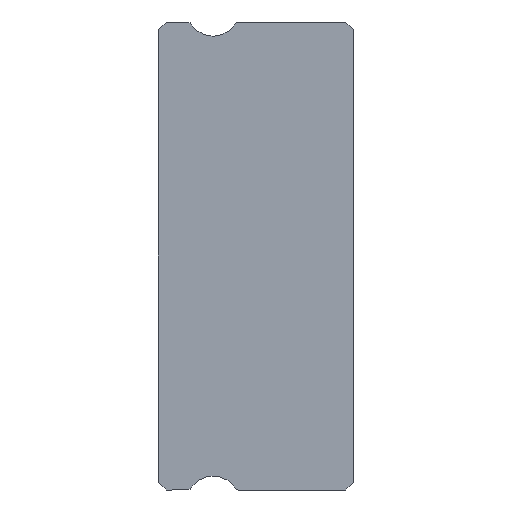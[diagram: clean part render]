
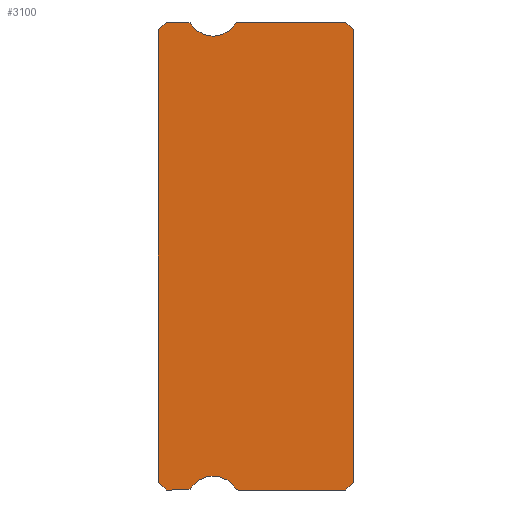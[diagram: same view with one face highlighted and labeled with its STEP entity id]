
A CAD part, left-side view. The second image highlights one B-rep face of the part: STEP entity #3100.
In plain terms, the highlighted planar face has unit normal (-1, 0, 0).
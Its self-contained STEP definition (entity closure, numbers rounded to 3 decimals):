
#39 = VERTEX_POINT ( 'NONE', #3823 ) ;
#42 = CIRCLE ( 'NONE', #3467, 0.15 ) ;
#58 = ORIENTED_EDGE ( 'NONE', *, *, #5547, .T. ) ;
#108 = CIRCLE ( 'NONE', #587, 1. ) ;
#110 = CARTESIAN_POINT ( 'NONE',  ( -15., 0.3, 9. ) ) ;
#118 = VECTOR ( 'NONE', #373, 1000. ) ;
#124 = DIRECTION ( 'NONE',  ( 1., 0., 0. ) ) ;
#146 = VECTOR ( 'NONE', #3364, 1000. ) ;
#167 = ORIENTED_EDGE ( 'NONE', *, *, #3120, .T. ) ;
#198 = CARTESIAN_POINT ( 'NONE',  ( -15., 6.381, -9. ) ) ;
#216 = EDGE_CURVE ( 'NONE', #4578, #854, #2238, .T. ) ;
#247 = DIRECTION ( 'NONE',  ( 0., 0., 1. ) ) ;
#277 = CARTESIAN_POINT ( 'NONE',  ( -15., 5.4, 9.45 ) ) ;
#307 = ORIENTED_EDGE ( 'NONE', *, *, #5265, .F. ) ;
#310 = DIRECTION ( 'NONE',  ( -1., 0., 0. ) ) ;
#319 = CIRCLE ( 'NONE', #2280, 1. ) ;
#373 = DIRECTION ( 'NONE',  ( 0., -1., 0. ) ) ;
#381 = DIRECTION ( 'NONE',  ( 0., 0., -1. ) ) ;
#446 = VECTOR ( 'NONE', #5994, 1000. ) ;
#453 = LINE ( 'NONE', #855, #446 ) ;
#461 = DIRECTION ( 'NONE',  ( 0., -1., 0. ) ) ;
#518 = VECTOR ( 'NONE', #3521, 1000. ) ;
#539 = VERTEX_POINT ( 'NONE', #2077 ) ;
#564 = EDGE_CURVE ( 'NONE', #2258, #1783, #319, .T. ) ;
#574 = CARTESIAN_POINT ( 'NONE',  ( -15., 6.381, 9. ) ) ;
#585 = PLANE ( 'NONE',  #6005 ) ;
#587 = AXIS2_PLACEMENT_3D ( 'NONE', #5050, #4046, #2149 ) ;
#745 = VERTEX_POINT ( 'NONE', #574 ) ;
#748 = CARTESIAN_POINT ( 'NONE',  ( -15., 4.419, -8.85 ) ) ;
#854 = VERTEX_POINT ( 'NONE', #198 ) ;
#855 = CARTESIAN_POINT ( 'NONE',  ( -15., 6.381, -9. ) ) ;
#987 = VECTOR ( 'NONE', #1421, 1000. ) ;
#1017 = CIRCLE ( 'NONE', #5212, 0.15 ) ;
#1120 = ORIENTED_EDGE ( 'NONE', *, *, #4398, .F. ) ;
#1124 = EDGE_CURVE ( 'NONE', #39, #539, #2505, .T. ) ;
#1166 = VERTEX_POINT ( 'NONE', #4021 ) ;
#1198 = EDGE_CURVE ( 'NONE', #5930, #2258, #1017, .T. ) ;
#1204 = DIRECTION ( 'NONE',  ( 0., 1., 0. ) ) ;
#1210 = CARTESIAN_POINT ( 'NONE',  ( -15., 6.381, 8.85 ) ) ;
#1290 = ORIENTED_EDGE ( 'NONE', *, *, #216, .T. ) ;
#1316 = LINE ( 'NONE', #6006, #4146 ) ;
#1340 = DIRECTION ( 'NONE',  ( -1., 0., 0. ) ) ;
#1421 = DIRECTION ( 'NONE',  ( 0., 0., 1. ) ) ;
#1543 = DIRECTION ( 'NONE',  ( 0., 0.707, -0.707 ) ) ;
#1591 = CARTESIAN_POINT ( 'NONE',  ( -15., 0., 8.7 ) ) ;
#1604 = DIRECTION ( 'NONE',  ( 1., 0., 0. ) ) ;
#1704 = ORIENTED_EDGE ( 'NONE', *, *, #5529, .F. ) ;
#1751 = EDGE_CURVE ( 'NONE', #2740, #2295, #2435, .T. ) ;
#1757 = CARTESIAN_POINT ( 'NONE',  ( -15., 4.419, 9. ) ) ;
#1770 = VERTEX_POINT ( 'NONE', #2844 ) ;
#1777 = CARTESIAN_POINT ( 'NONE',  ( -15., 6.381, -9. ) ) ;
#1783 = VERTEX_POINT ( 'NONE', #4245 ) ;
#1802 = VECTOR ( 'NONE', #461, 1000. ) ;
#1817 = ORIENTED_EDGE ( 'NONE', *, *, #2520, .F. ) ;
#1885 = ORIENTED_EDGE ( 'NONE', *, *, #5530, .F. ) ;
#2018 = VERTEX_POINT ( 'NONE', #1757 ) ;
#2052 = DIRECTION ( 'NONE',  ( 0., 0., -1. ) ) ;
#2077 = CARTESIAN_POINT ( 'NONE',  ( -15., 0.3, -9. ) ) ;
#2149 = DIRECTION ( 'NONE',  ( 0., 0., -1. ) ) ;
#2187 = DIRECTION ( 'NONE',  ( 1., 0., 0. ) ) ;
#2235 = DIRECTION ( 'NONE',  ( 0., -0.707, -0.707 ) ) ;
#2238 = LINE ( 'NONE', #1777, #118 ) ;
#2258 = VERTEX_POINT ( 'NONE', #4168 ) ;
#2273 = CARTESIAN_POINT ( 'NONE',  ( -15., 6.381, -8.85 ) ) ;
#2280 = AXIS2_PLACEMENT_3D ( 'NONE', #5528, #1340, #6035 ) ;
#2295 = VERTEX_POINT ( 'NONE', #3735 ) ;
#2435 = LINE ( 'NONE', #110, #146 ) ;
#2505 = LINE ( 'NONE', #5355, #5894 ) ;
#2520 = EDGE_CURVE ( 'NONE', #1166, #2018, #42, .T. ) ;
#2545 = ORIENTED_EDGE ( 'NONE', *, *, #4442, .F. ) ;
#2553 = ORIENTED_EDGE ( 'NONE', *, *, #1198, .F. ) ;
#2573 = ORIENTED_EDGE ( 'NONE', *, *, #1124, .F. ) ;
#2707 = DIRECTION ( 'NONE',  ( 0., 0., -1. ) ) ;
#2740 = VERTEX_POINT ( 'NONE', #5248 ) ;
#2844 = CARTESIAN_POINT ( 'NONE',  ( -15., 7.2, 9. ) ) ;
#2917 = FACE_OUTER_BOUND ( 'NONE', #3529, .T. ) ;
#2972 = DIRECTION ( 'NONE',  ( 0., 0., -1. ) ) ;
#3078 = DIRECTION ( 'NONE',  ( 1., 0., 0. ) ) ;
#3100 = ADVANCED_FACE ( 'NONE', ( #2917 ), #585, .F. ) ;
#3120 = EDGE_CURVE ( 'NONE', #1770, #3871, #4405, .T. ) ;
#3133 = CIRCLE ( 'NONE', #5461, 0.15 ) ;
#3144 = AXIS2_PLACEMENT_3D ( 'NONE', #277, #310, #2707 ) ;
#3223 = DIRECTION ( 'NONE',  ( 0., 0., -1. ) ) ;
#3228 = AXIS2_PLACEMENT_3D ( 'NONE', #2273, #3078, #3223 ) ;
#3281 = EDGE_CURVE ( 'NONE', #4183, #4578, #1316, .T. ) ;
#3326 = CARTESIAN_POINT ( 'NONE',  ( -15., 7.5, 8.85 ) ) ;
#3364 = DIRECTION ( 'NONE',  ( 0., -0.707, -0.707 ) ) ;
#3383 = CARTESIAN_POINT ( 'NONE',  ( -15., 7.2, -9. ) ) ;
#3430 = VECTOR ( 'NONE', #247, 1000. ) ;
#3432 = CARTESIAN_POINT ( 'NONE',  ( -15., 4.419, 8.85 ) ) ;
#3434 = CARTESIAN_POINT ( 'NONE',  ( -15., 7.5, 8.7 ) ) ;
#3467 = AXIS2_PLACEMENT_3D ( 'NONE', #3432, #4920, #2972 ) ;
#3494 = ORIENTED_EDGE ( 'NONE', *, *, #4076, .F. ) ;
#3521 = DIRECTION ( 'NONE',  ( 0., 0.707, -0.707 ) ) ;
#3529 = EDGE_LOOP ( 'NONE', ( #307, #5233, #1290, #2545, #5578, #2553, #3494, #2573, #5880, #6057, #5206, #1817, #1885, #1704, #1120, #58, #167 ) ) ;
#3584 = CARTESIAN_POINT ( 'NONE',  ( -15., 4.419, -9. ) ) ;
#3723 = EDGE_CURVE ( 'NONE', #2018, #2740, #4596, .T. ) ;
#3735 = CARTESIAN_POINT ( 'NONE',  ( -15., 0., 8.7 ) ) ;
#3816 = CARTESIAN_POINT ( 'NONE',  ( -15., 7.5, -8.7 ) ) ;
#3823 = CARTESIAN_POINT ( 'NONE',  ( -15., 0., -8.7 ) ) ;
#3871 = VERTEX_POINT ( 'NONE', #4341 ) ;
#4005 = VECTOR ( 'NONE', #1204, 1000. ) ;
#4021 = CARTESIAN_POINT ( 'NONE',  ( -15., 4.547, 8.928 ) ) ;
#4046 = DIRECTION ( 'NONE',  ( -1., 0., 0. ) ) ;
#4076 = EDGE_CURVE ( 'NONE', #539, #5930, #453, .T. ) ;
#4081 = CARTESIAN_POINT ( 'NONE',  ( -15., 6.253, 8.928 ) ) ;
#4146 = VECTOR ( 'NONE', #2235, 1000. ) ;
#4168 = CARTESIAN_POINT ( 'NONE',  ( -15., 4.547, -8.928 ) ) ;
#4170 = LINE ( 'NONE', #1591, #3430 ) ;
#4183 = VERTEX_POINT ( 'NONE', #3816 ) ;
#4245 = CARTESIAN_POINT ( 'NONE',  ( -15., 6.253, -8.928 ) ) ;
#4315 = CARTESIAN_POINT ( 'NONE',  ( -15., 6.381, 8.85 ) ) ;
#4341 = CARTESIAN_POINT ( 'NONE',  ( -15., 7.5, 8.7 ) ) ;
#4398 = EDGE_CURVE ( 'NONE', #745, #5573, #3133, .T. ) ;
#4405 = LINE ( 'NONE', #3434, #518 ) ;
#4442 = EDGE_CURVE ( 'NONE', #1783, #854, #5863, .T. ) ;
#4574 = CARTESIAN_POINT ( 'NONE',  ( -15., 7.2, 9. ) ) ;
#4578 = VERTEX_POINT ( 'NONE', #3383 ) ;
#4595 = EDGE_CURVE ( 'NONE', #39, #2295, #4170, .T. ) ;
#4596 = LINE ( 'NONE', #4659, #1802 ) ;
#4655 = VERTEX_POINT ( 'NONE', #5373 ) ;
#4659 = CARTESIAN_POINT ( 'NONE',  ( -15., 6.381, 9. ) ) ;
#4920 = DIRECTION ( 'NONE',  ( 1., 0., 0. ) ) ;
#5050 = CARTESIAN_POINT ( 'NONE',  ( -15., 5.4, 9.45 ) ) ;
#5206 = ORIENTED_EDGE ( 'NONE', *, *, #3723, .F. ) ;
#5212 = AXIS2_PLACEMENT_3D ( 'NONE', #748, #2187, #381 ) ;
#5233 = ORIENTED_EDGE ( 'NONE', *, *, #3281, .T. ) ;
#5248 = CARTESIAN_POINT ( 'NONE',  ( -15., 0.3, 9. ) ) ;
#5265 = EDGE_CURVE ( 'NONE', #4183, #3871, #5608, .T. ) ;
#5326 = DIRECTION ( 'NONE',  ( 0., 0., -1. ) ) ;
#5355 = CARTESIAN_POINT ( 'NONE',  ( -15., 0., -8.7 ) ) ;
#5373 = CARTESIAN_POINT ( 'NONE',  ( -15., 5.4, 8.45 ) ) ;
#5374 = CIRCLE ( 'NONE', #3144, 1. ) ;
#5461 = AXIS2_PLACEMENT_3D ( 'NONE', #1210, #1604, #5326 ) ;
#5528 = CARTESIAN_POINT ( 'NONE',  ( -15., 5.4, -9.45 ) ) ;
#5529 = EDGE_CURVE ( 'NONE', #5573, #4655, #5374, .T. ) ;
#5530 = EDGE_CURVE ( 'NONE', #4655, #1166, #108, .T. ) ;
#5547 = EDGE_CURVE ( 'NONE', #745, #1770, #5881, .T. ) ;
#5573 = VERTEX_POINT ( 'NONE', #4081 ) ;
#5578 = ORIENTED_EDGE ( 'NONE', *, *, #564, .F. ) ;
#5608 = LINE ( 'NONE', #3326, #987 ) ;
#5863 = CIRCLE ( 'NONE', #3228, 0.15 ) ;
#5880 = ORIENTED_EDGE ( 'NONE', *, *, #4595, .T. ) ;
#5881 = LINE ( 'NONE', #4574, #4005 ) ;
#5894 = VECTOR ( 'NONE', #1543, 1000. ) ;
#5930 = VERTEX_POINT ( 'NONE', #3584 ) ;
#5994 = DIRECTION ( 'NONE',  ( 0., 1., 0. ) ) ;
#6005 = AXIS2_PLACEMENT_3D ( 'NONE', #4315, #124, #2052 ) ;
#6006 = CARTESIAN_POINT ( 'NONE',  ( -15., 7.2, -9. ) ) ;
#6035 = DIRECTION ( 'NONE',  ( 0., 0., -1. ) ) ;
#6057 = ORIENTED_EDGE ( 'NONE', *, *, #1751, .F. ) ;
